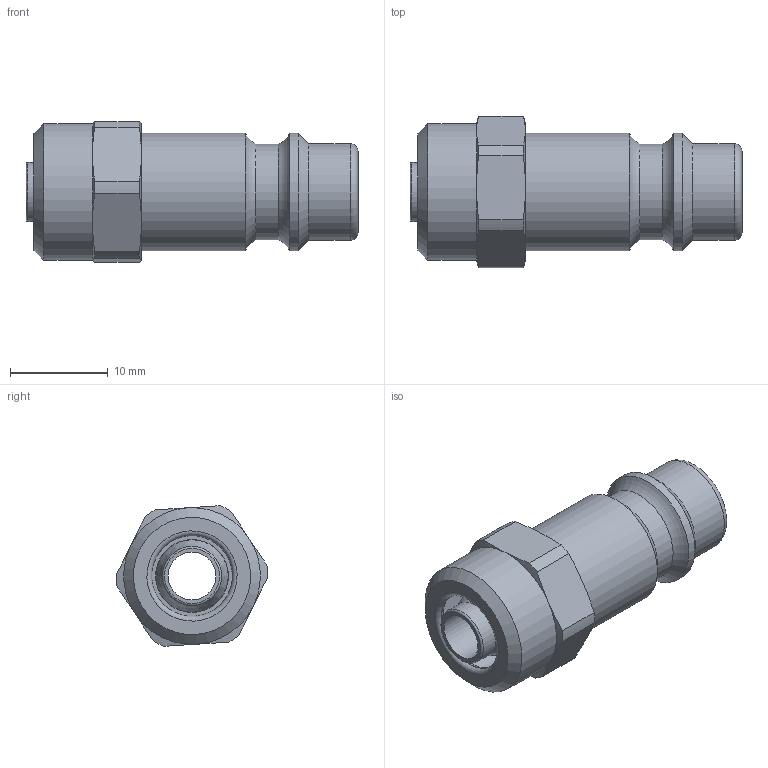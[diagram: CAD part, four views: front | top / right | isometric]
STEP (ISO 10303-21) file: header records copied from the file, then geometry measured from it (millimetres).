
FILE_DESCRIPTION((''),'2;1');
FILE_NAME('25sfko08exx.stp','2015-01-19T08:27:13',('IA176480'),(''),'Autodesk Inventor 2013','Autodesk Inventor 2013','');
FILE_SCHEMA(('AUTOMOTIVE_DESIGN { 1 0 10303 214 1 1 1 1 }'));
Length unit declared in the file: inch
Products named in the file (3): D113216; D113214; D105558
Assembly tree (2 placements, depth 2):
  D113216
    D113214
    D105558
Bounding box: 34 x 15.5 x 14.39 mm (x, y, z)
Volume: 2145.6 mm3; surface area: 3075.7 mm2
Topology: 2 solids, 2 shells, 56 faces, 117 edges, 67 vertices
Faces by surface type: cone 19, cylinder 18, plane 12, torus 7
Full cylindrical faces by diameter (mm): 4.9 x1, 6.05 x1, 6.7 x1, 7.85 x1, 8.25 x1, 9.75 x1, 9.9 x1, 12 x3, 12.5 x1, 14 x1
Entity records: 1426 total; most frequent: CARTESIAN_POINT 267, DIRECTION 244, ORIENTED_EDGE 182, AXIS2_PLACEMENT_3D 116, EDGE_CURVE 91, EDGE_LOOP 88, VERTEX_POINT 67, FACE_OUTER_BOUND 56
